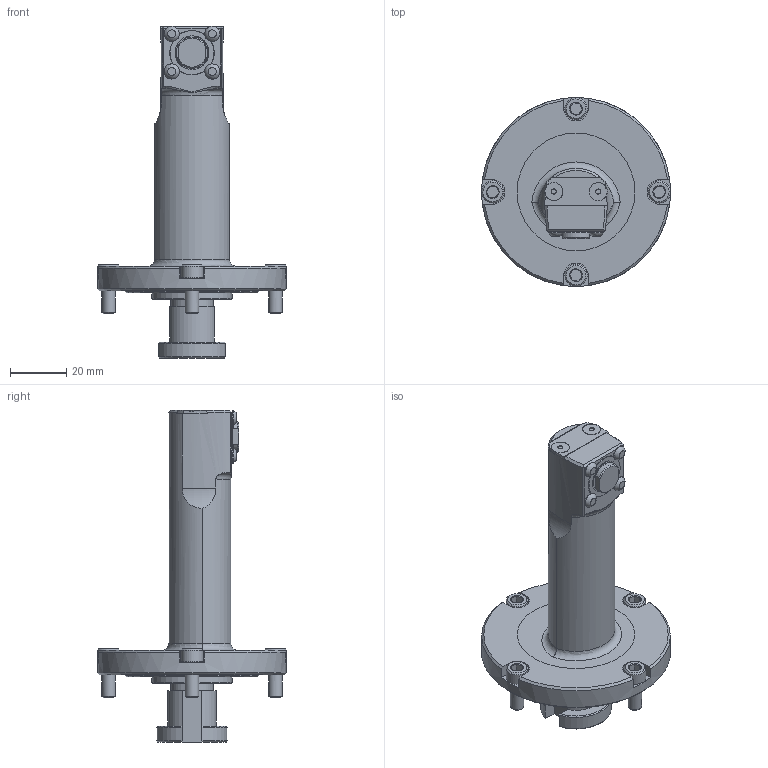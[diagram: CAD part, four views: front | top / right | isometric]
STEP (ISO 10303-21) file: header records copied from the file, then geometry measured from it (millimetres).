
FILE_DESCRIPTION (( 'STEP AP203' ), '1' );
FILE_NAME ('1MSTEL-D.STEP', '2015-05-31T16:59:05', ( '' ), ( '' ), 'SwSTEP 2.0', 'SolidWorks 2014', '' );
FILE_SCHEMA (( 'CONFIG_CONTROL_DESIGN' ));
Length unit declared in the file: inch
Products named in the file (1): 1MSTEL-D
Bounding box: 67.44 x 67.44 x 118.56 mm (x, y, z)
Volume: 78670.9 mm3; surface area: 19152.3 mm2
Topology: 1 solids, 1 shells, 237 faces, 531 edges, 325 vertices
Faces by surface type: plane 111, cone 69, cylinder 45, torus 7, sphere 4, bspline 1
Full cylindrical faces by diameter (mm): 2.845 x4, 4.826 x4, 5.41 x4, 6.477 x2, 7.925 x4, 11.176 x1, 12.065 x1, 15.062 x1, 15.875 x1, 28.575 x1, 47.625 x1, 67.437 x1
Entity records: 6849 total; most frequent: CARTESIAN_POINT 1867, DIRECTION 1037, ORIENTED_EDGE 930, EDGE_CURVE 465, AXIS2_PLACEMENT_3D 433, EDGE_LOOP 317, VERTEX_POINT 302, FACE_OUTER_BOUND 268
